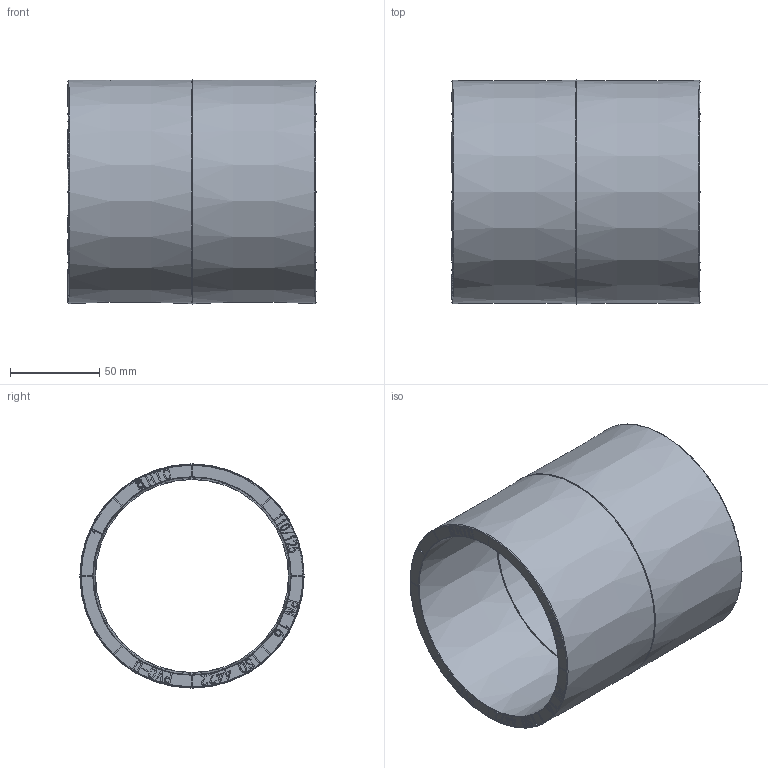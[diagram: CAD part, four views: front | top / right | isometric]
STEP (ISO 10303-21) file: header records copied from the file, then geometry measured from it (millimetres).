
FILE_DESCRIPTION(/* description */ (''),/* implementation_level */ '2;1');
FILE_NAME(/* name */ '110X125套管.stp',/* time_stamp */ '2025-09-22T10:42:24+08:00',/* author */ (''),/* organization */ (''),/* preprocessor_version */ 'ST-DEVELOPER v16.7',/* originating_system */ 'SIEMENS PLM Software NX 12.0',/* authorisation */ '');
FILE_SCHEMA (('AUTOMOTIVE_DESIGN { 1 0 10303 214 3 1 1 1 }'));
Length unit declared in the file: millimetre
Products named in the file (1): Admi1BDCC61Byrzh
Bounding box: 139 x 125.6 x 125.6 mm (x, y, z)
Volume: 385981.8 mm3; surface area: 108192.8 mm2
Topology: 1 solids, 1 shells, 1107 faces, 3192 edges, 2092 vertices
Faces by surface type: plane 1033, sphere 32, cylinder 23, extrusion 9, cone 6, torus 4
Full cylindrical faces by diameter (mm): 2.4 x1, 3.6 x1, 108.1 x1
Entity records: 40367 total; most frequent: CARTESIAN_POINT 15284, ORIENTED_EDGE 6292, DIRECTION 3541, EDGE_CURVE 3146, VERTEX_POINT 2091, B_SPLINE_CURVE_WITH_KNOTS 1973, AXIS2_PLACEMENT_3D 1251, EDGE_LOOP 1159
